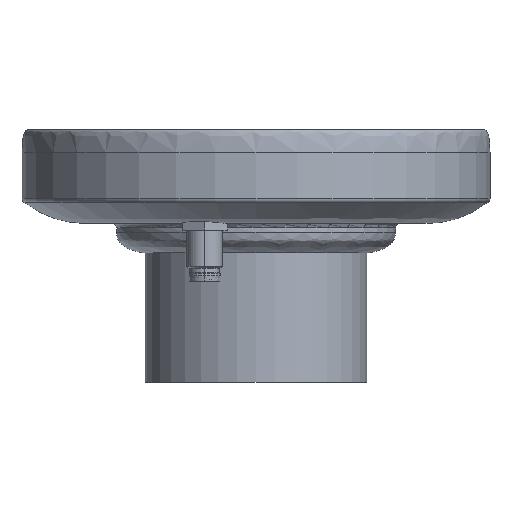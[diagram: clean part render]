
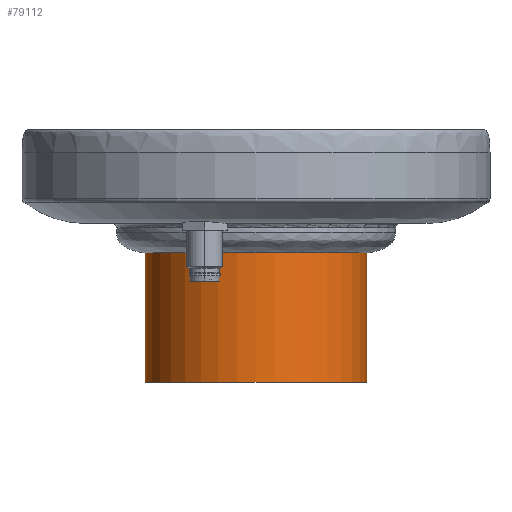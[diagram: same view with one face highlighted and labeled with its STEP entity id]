
A CAD part, front view. The second image highlights one B-rep face of the part: STEP entity #79112.
In plain terms, the highlighted cylindrical face has radius 24.65 mm (diameter 49.3 mm), a partial arc.
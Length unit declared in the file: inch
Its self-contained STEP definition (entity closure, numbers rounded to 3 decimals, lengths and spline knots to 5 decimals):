
#6=CARTESIAN_POINT('',(0.,0.,0.));
#7=DIRECTION('',(0.,0.,1.));
#8=DIRECTION('',(-1.,0.,0.));
#9=AXIS2_PLACEMENT_3D('',#6,#7,#8);
#56=DIRECTION('',(0.,0.,1.));
#57=VECTOR('',#56,1.34173);
#58=CARTESIAN_POINT('',(0.97047,0.,0.));
#59=LINE('',#58,#57);
#29969=CARTESIAN_POINT('',(0.,0.,1.34173));
#29970=DIRECTION('',(0.,0.,1.));
#29971=DIRECTION('',(-1.,0.,0.));
#29972=AXIS2_PLACEMENT_3D('',#29969,#29970,#29971);
#29974=DIRECTION('',(0.,0.,1.));
#29975=VECTOR('',#29974,1.34173);
#29976=CARTESIAN_POINT('',(-0.97047,0.,0.));
#29977=LINE('',#29976,#29975);
#29982=CARTESIAN_POINT('',(0.97047,0.,0.));
#29983=CARTESIAN_POINT('',(-0.97047,0.,0.));
#29984=VERTEX_POINT('',#29982);
#29985=VERTEX_POINT('',#29983);
#30026=CARTESIAN_POINT('',(-0.97047,0.,1.34173));
#30027=CARTESIAN_POINT('',(0.97047,0.,1.34173));
#30028=VERTEX_POINT('',#30026);
#30029=VERTEX_POINT('',#30027);
#79101=CARTESIAN_POINT('',(0.,0.,0.));
#79102=DIRECTION('',(0.,0.,1.));
#79103=DIRECTION('',(1.,0.,0.));
#79104=AXIS2_PLACEMENT_3D('',#79101,#79102,#79103);
#79105=CYLINDRICAL_SURFACE('',#79104,0.97047);
#79106=ORIENTED_EDGE('',*,*,#79091,.T.);
#79107=ORIENTED_EDGE('',*,*,#38041,.F.);
#79108=ORIENTED_EDGE('',*,*,#38018,.F.);
#79109=ORIENTED_EDGE('',*,*,#38038,.T.);
#79110=EDGE_LOOP('',(#79106,#79107,#79108,#79109));
#79111=FACE_OUTER_BOUND('',#79110,.F.);
#79112=ADVANCED_FACE('',(#79111),#79105,.T.);
#10=CIRCLE('',#9,0.97047);
#29973=CIRCLE('',#29972,0.97047);
#38018=EDGE_CURVE('',#29985,#29984,#10,.T.);
#38038=EDGE_CURVE('',#29985,#30028,#29977,.T.);
#38041=EDGE_CURVE('',#29984,#30029,#59,.T.);
#79091=EDGE_CURVE('',#30028,#30029,#29973,.T.);
